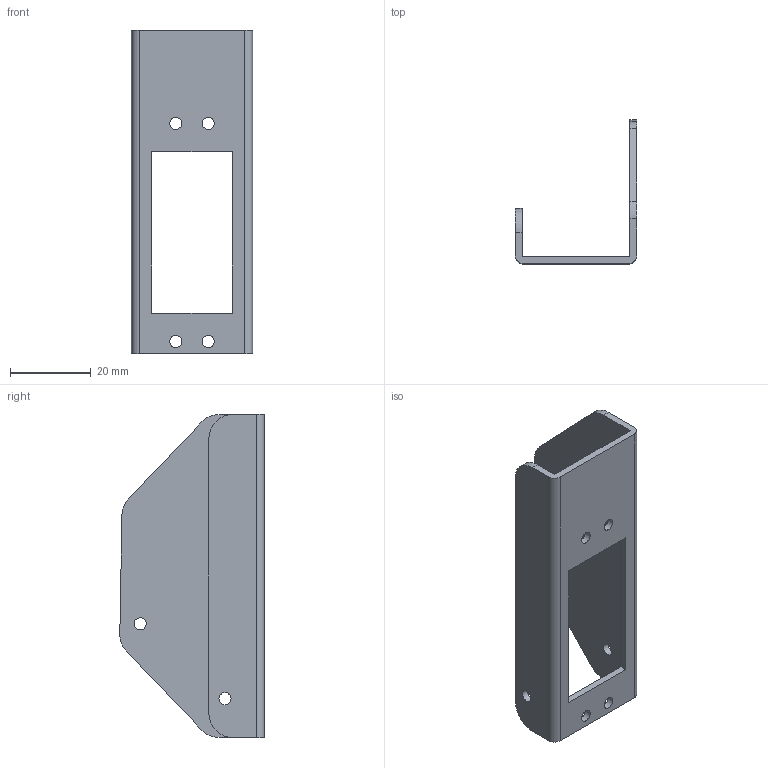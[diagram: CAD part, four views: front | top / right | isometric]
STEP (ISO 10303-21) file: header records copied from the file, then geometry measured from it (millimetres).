
FILE_DESCRIPTION(/* description */ ('STEP AP214'),/* implementation_level */ '2;1');
FILE_NAME(/* name */ '684fe93d00cc853bb40a9533',/* time_stamp */ '2025-06-16T09:51:58Z',/* author */ (''),/* organization */ (''),/* preprocessor_version */ 'ST-DEVELOPER v20',/* originating_system */ 'ONSHAPE BY PTC INC, 1.199',/* authorisation */ ' ');
FILE_SCHEMA (('AUTOMOTIVE_DESIGN {1 0 10303 214 3 1 1}'));
Length unit declared in the file: metre
Products named in the file (1): gripper servo mount
Bounding box: 30 x 35.75 x 80 mm (x, y, z)
Volume: 7847.2 mm3; surface area: 10043.7 mm2
Topology: 1 solids, 1 shells, 31 faces, 87 edges, 58 vertices
Faces by surface type: plane 16, cylinder 15
Full cylindrical faces by diameter (mm): 3 x7
Entity records: 1038 total; most frequent: DIRECTION 174, CARTESIAN_POINT 170, ORIENTED_EDGE 160, EDGE_CURVE 80, AXIS2_PLACEMENT_3D 62, VERTEX_POINT 58, EDGE_LOOP 54, FACE_BOUND 54
